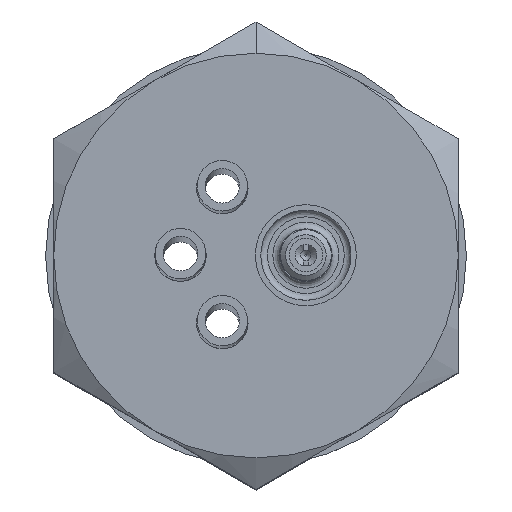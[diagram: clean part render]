
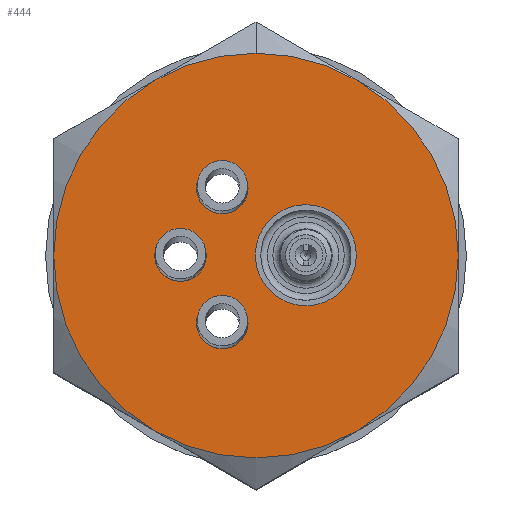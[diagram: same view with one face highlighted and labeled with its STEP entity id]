
A CAD part, top view. The second image highlights one B-rep face of the part: STEP entity #444.
In plain terms, the highlighted planar face has unit normal (0, 0, 1).
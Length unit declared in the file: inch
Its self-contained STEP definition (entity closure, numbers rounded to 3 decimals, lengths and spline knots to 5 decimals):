
#128=FACE_BOUND('',#810,.T.);
#129=FACE_BOUND('',#811,.T.);
#130=FACE_BOUND('',#812,.T.);
#131=FACE_BOUND('',#813,.T.);
#132=FACE_BOUND('',#814,.T.);
#325=PLANE('',#2833);
#444=ADVANCED_FACE('F5959',(#128,#129,#130,#131,#132),#325,.T.);
#810=EDGE_LOOP('',(#1496));
#811=EDGE_LOOP('',(#1497));
#812=EDGE_LOOP('',(#1498));
#813=EDGE_LOOP('',(#1499));
#814=EDGE_LOOP('',(#1500,#1501,#1502,#1503,#1504,#1505,#1506));
#1496=ORIENTED_EDGE('',*,*,#2350,.F.);
#1497=ORIENTED_EDGE('',*,*,#2351,.T.);
#1498=ORIENTED_EDGE('',*,*,#2352,.T.);
#1499=ORIENTED_EDGE('',*,*,#2353,.F.);
#1500=ORIENTED_EDGE('',*,*,#2354,.T.);
#1501=ORIENTED_EDGE('',*,*,#2355,.T.);
#1502=ORIENTED_EDGE('',*,*,#2356,.T.);
#1503=ORIENTED_EDGE('',*,*,#2357,.T.);
#1504=ORIENTED_EDGE('',*,*,#2358,.T.);
#1505=ORIENTED_EDGE('',*,*,#2359,.T.);
#1506=ORIENTED_EDGE('',*,*,#2360,.T.);
#2080=VERTEX_POINT('',#6748);
#2081=VERTEX_POINT('',#6750);
#2082=VERTEX_POINT('',#6752);
#2083=VERTEX_POINT('',#6754);
#2084=VERTEX_POINT('',#6756);
#2085=VERTEX_POINT('',#6757);
#2086=VERTEX_POINT('',#6759);
#2087=VERTEX_POINT('',#6761);
#2088=VERTEX_POINT('',#6763);
#2089=VERTEX_POINT('',#6765);
#2090=VERTEX_POINT('',#6767);
#2350=EDGE_CURVE('',#2080,#2080,#2625,.T.);
#2351=EDGE_CURVE('',#2081,#2081,#2626,.T.);
#2352=EDGE_CURVE('',#2082,#2082,#2627,.T.);
#2353=EDGE_CURVE('',#2083,#2083,#2628,.T.);
#2354=EDGE_CURVE('E2929',#2084,#2085,#2629,.T.);
#2355=EDGE_CURVE('E3131',#2085,#2086,#2630,.T.);
#2356=EDGE_CURVE('E3434',#2086,#2087,#2631,.T.);
#2357=EDGE_CURVE('E3737',#2087,#2088,#2632,.T.);
#2358=EDGE_CURVE('E4040',#2088,#2089,#2633,.T.);
#2359=EDGE_CURVE('E4343',#2089,#2090,#2634,.T.);
#2360=EDGE_CURVE('E4646',#2090,#2084,#2635,.T.);
#2625=CIRCLE('',#2822,0.0935);
#2626=CIRCLE('',#2823,0.0935);
#2627=CIRCLE('',#2824,0.0935);
#2628=CIRCLE('',#2825,0.18725);
#2629=CIRCLE('',#2826,0.75);
#2630=CIRCLE('',#2827,0.75);
#2631=CIRCLE('',#2828,0.75);
#2632=CIRCLE('',#2829,0.75);
#2633=CIRCLE('',#2830,0.75);
#2634=CIRCLE('',#2831,0.75);
#2635=CIRCLE('',#2832,0.75);
#2822=AXIS2_PLACEMENT_3D('',#6747,#3249,#3250);
#2823=AXIS2_PLACEMENT_3D('',#6749,#3251,#3252);
#2824=AXIS2_PLACEMENT_3D('',#6751,#3253,#3254);
#2825=AXIS2_PLACEMENT_3D('',#6753,#3255,#3256);
#2826=AXIS2_PLACEMENT_3D('',#6755,#3257,#3258);
#2827=AXIS2_PLACEMENT_3D('',#6758,#3259,#3260);
#2828=AXIS2_PLACEMENT_3D('',#6760,#3261,#3262);
#2829=AXIS2_PLACEMENT_3D('',#6762,#3263,#3264);
#2830=AXIS2_PLACEMENT_3D('',#6764,#3265,#3266);
#2831=AXIS2_PLACEMENT_3D('',#6766,#3267,#3268);
#2832=AXIS2_PLACEMENT_3D('',#6768,#3269,#3270);
#2833=AXIS2_PLACEMENT_3D('',#6769,#3271,#3272);
#3249=DIRECTION('',(0.,0.,1.));
#3250=DIRECTION('',(1.,0.,0.));
#3251=DIRECTION('',(0.,0.,-1.));
#3252=DIRECTION('',(1.,0.,0.));
#3253=DIRECTION('',(0.,0.,-1.));
#3254=DIRECTION('',(1.,0.,0.));
#3255=DIRECTION('',(0.,0.,1.));
#3256=DIRECTION('',(1.,0.,0.));
#3257=DIRECTION('',(0.,0.,1.));
#3258=DIRECTION('',(1.,0.,0.));
#3259=DIRECTION('',(0.,0.,1.));
#3260=DIRECTION('',(1.,0.,0.));
#3261=DIRECTION('',(0.,0.,1.));
#3262=DIRECTION('',(1.,0.,0.));
#3263=DIRECTION('',(0.,0.,1.));
#3264=DIRECTION('',(1.,0.,0.));
#3265=DIRECTION('',(0.,0.,1.));
#3266=DIRECTION('',(1.,0.,0.));
#3267=DIRECTION('',(0.,0.,1.));
#3268=DIRECTION('',(1.,0.,0.));
#3269=DIRECTION('',(0.,0.,1.));
#3270=DIRECTION('',(1.,0.,0.));
#3271=DIRECTION('',(0.,0.,1.));
#3272=DIRECTION('',(-1.,0.,0.));
#6747=CARTESIAN_POINT('',(-0.33856,0.30387,-6.43529));
#6748=CARTESIAN_POINT('',(-0.24506,0.30387,-6.43529));
#6749=CARTESIAN_POINT('',(-0.33856,-0.19613,-6.43529));
#6750=CARTESIAN_POINT('',(-0.24506,-0.19613,-6.43529));
#6751=CARTESIAN_POINT('',(-0.49356,0.05387,-6.43529));
#6752=CARTESIAN_POINT('',(-0.40006,0.05387,-6.43529));
#6753=CARTESIAN_POINT('',(-0.02871,0.0554,-6.43529));
#6754=CARTESIAN_POINT('',(0.15854,0.0554,-6.43529));
#6755=CARTESIAN_POINT('',(-0.21356,0.05387,-6.43529));
#6756=CARTESIAN_POINT('',(-0.21356,0.80387,-6.43529));
#6757=CARTESIAN_POINT('',(-0.58856,0.70339,-6.43529));
#6758=CARTESIAN_POINT('',(-0.21356,0.05387,-6.43529));
#6759=CARTESIAN_POINT('',(-0.96356,0.05387,-6.43529));
#6760=CARTESIAN_POINT('',(-0.21356,0.05387,-6.43529));
#6761=CARTESIAN_POINT('',(-0.58856,-0.59565,-6.43529));
#6762=CARTESIAN_POINT('',(-0.21356,0.05387,-6.43529));
#6763=CARTESIAN_POINT('',(0.16144,-0.59565,-6.43529));
#6764=CARTESIAN_POINT('',(-0.21356,0.05387,-6.43529));
#6765=CARTESIAN_POINT('',(0.53644,0.05387,-6.43529));
#6766=CARTESIAN_POINT('',(-0.21356,0.05387,-6.43529));
#6767=CARTESIAN_POINT('',(0.16144,0.70339,-6.43529));
#6768=CARTESIAN_POINT('',(-0.21356,0.05387,-6.43529));
#6769=CARTESIAN_POINT('',(-0.33856,0.30387,-6.43529));
